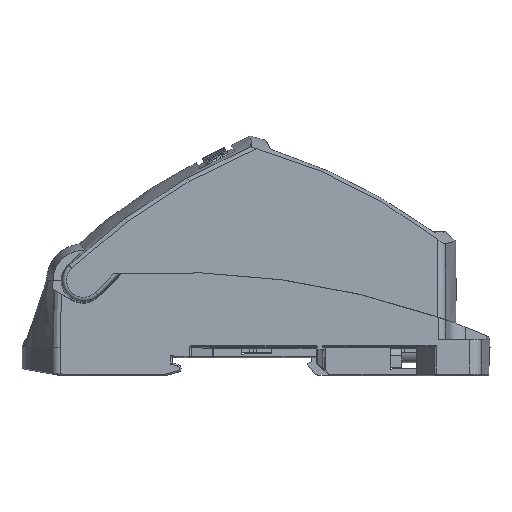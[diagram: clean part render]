
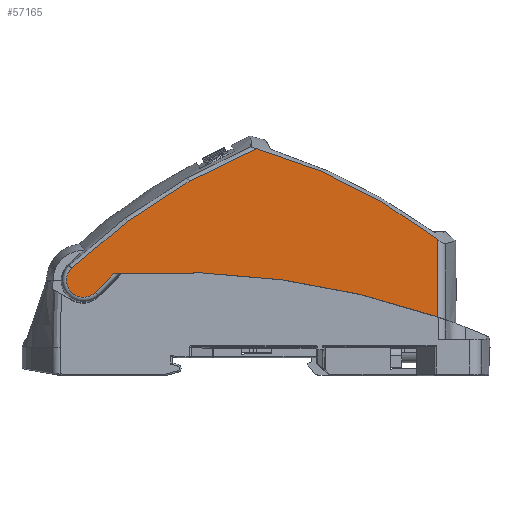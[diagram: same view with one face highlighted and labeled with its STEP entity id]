
A CAD part, left-side view. The second image highlights one B-rep face of the part: STEP entity #57165.
In plain terms, the highlighted planar face has unit normal (-1, 0, 0).
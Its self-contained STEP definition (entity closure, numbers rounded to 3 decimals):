
#786 = ORIENTED_EDGE ( 'NONE', *, *, #59680, .F. ) ;
#5153 = EDGE_CURVE ( 'NONE', #55516, #31830, #17298, .T. ) ;
#7695 = FACE_OUTER_BOUND ( 'NONE', #61934, .T. ) ;
#8206 = EDGE_CURVE ( 'NONE', #45211, #47473, #41040, .T. ) ;
#16397 = ORIENTED_EDGE ( 'NONE', *, *, #60000, .F. ) ;
#16454 = PLANE ( 'NONE',  #29176 ) ;
#17028 = CARTESIAN_POINT ( 'NONE',  ( -115.728, -38.179, 37.783 ) ) ;
#17298 = LINE ( 'NONE', #70419, #49900 ) ;
#19752 = CARTESIAN_POINT ( 'NONE',  ( -115.728, -67.504, 71.477 ) ) ;
#19837 = CARTESIAN_POINT ( 'NONE',  ( -115.728, 12.179, 62.894 ) ) ;
#20301 = VERTEX_POINT ( 'NONE', #80629 ) ;
#20832 = LINE ( 'NONE', #19752, #51398 ) ;
#23563 = DIRECTION ( 'NONE',  ( 0., 1., 0. ) ) ;
#25404 = DIRECTION ( 'NONE',  ( -1., 0., 0. ) ) ;
#28042 = DIRECTION ( 'NONE',  ( 0., -0.707, -0.707 ) ) ;
#28054 = DIRECTION ( 'NONE',  ( 1., 0., 0. ) ) ;
#28140 = CARTESIAN_POINT ( 'NONE',  ( -115.728, 19.685, 61.283 ) ) ;
#29176 = AXIS2_PLACEMENT_3D ( 'NONE', #17028, #62528, #23563 ) ;
#29415 = CARTESIAN_POINT ( 'NONE',  ( -115.728, 10.265, 62.894 ) ) ;
#29984 = EDGE_CURVE ( 'NONE', #83982, #31830, #46794, .T. ) ;
#30127 = CARTESIAN_POINT ( 'NONE',  ( -115.728, -79.965, -44.118 ) ) ;
#31830 = VERTEX_POINT ( 'NONE', #29415 ) ;
#34164 = CIRCLE ( 'NONE', #43271, 130.032 ) ;
#34284 = VECTOR ( 'NONE', #65377, 1000. ) ;
#34989 = CARTESIAN_POINT ( 'NONE',  ( -115.728, 16.737, 58.336 ) ) ;
#36667 = DIRECTION ( 'NONE',  ( 0., 0.687, 0.727 ) ) ;
#37686 = CARTESIAN_POINT ( 'NONE',  ( -115.728, -2.205, -136.717 ) ) ;
#38492 = VERTEX_POINT ( 'NONE', #52688 ) ;
#41040 = CIRCLE ( 'NONE', #55196, 4.169 ) ;
#41677 = CARTESIAN_POINT ( 'NONE',  ( -115.728, 22.549, 64.313 ) ) ;
#42323 = CIRCLE ( 'NONE', #65073, 149.219 ) ;
#42354 = AXIS2_PLACEMENT_3D ( 'NONE', #37686, #83188, #44184 ) ;
#43271 = AXIS2_PLACEMENT_3D ( 'NONE', #64392, #25404, #70938 ) ;
#44184 = DIRECTION ( 'NONE',  ( 0., -0.326, 0.945 ) ) ;
#45211 = VERTEX_POINT ( 'NONE', #34989 ) ;
#45692 = DIRECTION ( 'NONE',  ( 0., 0., -1. ) ) ;
#46794 = CIRCLE ( 'NONE', #42354, 200. ) ;
#47473 = VERTEX_POINT ( 'NONE', #41677 ) ;
#49900 = VECTOR ( 'NONE', #70703, 1000. ) ;
#50148 = CARTESIAN_POINT ( 'NONE',  ( -115.728, 12.179, 62.894 ) ) ;
#51398 = VECTOR ( 'NONE', #45692, 1000. ) ;
#52688 = CARTESIAN_POINT ( 'NONE',  ( -115.728, -67.504, 71.477 ) ) ;
#55196 = AXIS2_PLACEMENT_3D ( 'NONE', #28140, #28054, #28042 ) ;
#55516 = VERTEX_POINT ( 'NONE', #50148 ) ;
#57165 = ADVANCED_FACE ( 'NONE', ( #7695 ), #16454, .F. ) ;
#58300 = ORIENTED_EDGE ( 'NONE', *, *, #71933, .F. ) ;
#59680 = EDGE_CURVE ( 'NONE', #47473, #20301, #42323, .T. ) ;
#60000 = EDGE_CURVE ( 'NONE', #38492, #83982, #20832, .T. ) ;
#60914 = ORIENTED_EDGE ( 'NONE', *, *, #29984, .F. ) ;
#61612 = ORIENTED_EDGE ( 'NONE', *, *, #5153, .T. ) ;
#61934 = EDGE_LOOP ( 'NONE', ( #61612, #60914, #16397, #78178, #786, #62914, #58300 ) ) ;
#62528 = DIRECTION ( 'NONE',  ( 1., 0., 0. ) ) ;
#62914 = ORIENTED_EDGE ( 'NONE', *, *, #8206, .F. ) ;
#64392 = CARTESIAN_POINT ( 'NONE',  ( -115.728, 11.873, -31.517 ) ) ;
#65073 = AXIS2_PLACEMENT_3D ( 'NONE', #30127, #75551, #36667 ) ;
#65377 = DIRECTION ( 'NONE',  ( 0., 0.707, -0.707 ) ) ;
#66022 = EDGE_CURVE ( 'NONE', #38492, #20301, #34164, .T. ) ;
#66800 = LINE ( 'NONE', #19837, #34284 ) ;
#70419 = CARTESIAN_POINT ( 'NONE',  ( -115.728, 12.179, 62.894 ) ) ;
#70703 = DIRECTION ( 'NONE',  ( 0., -1., 0. ) ) ;
#70938 = DIRECTION ( 'NONE',  ( 0., -0.61, 0.792 ) ) ;
#71933 = EDGE_CURVE ( 'NONE', #55516, #45211, #66800, .T. ) ;
#75551 = DIRECTION ( 'NONE',  ( 1., 0., 0. ) ) ;
#78178 = ORIENTED_EDGE ( 'NONE', *, *, #66022, .T. ) ;
#79968 = CARTESIAN_POINT ( 'NONE',  ( -115.728, -67.504, 52.323 ) ) ;
#80629 = CARTESIAN_POINT ( 'NONE',  ( -115.728, -22.931, 93.771 ) ) ;
#83188 = DIRECTION ( 'NONE',  ( -1., 0., 0. ) ) ;
#83982 = VERTEX_POINT ( 'NONE', #79968 ) ;
